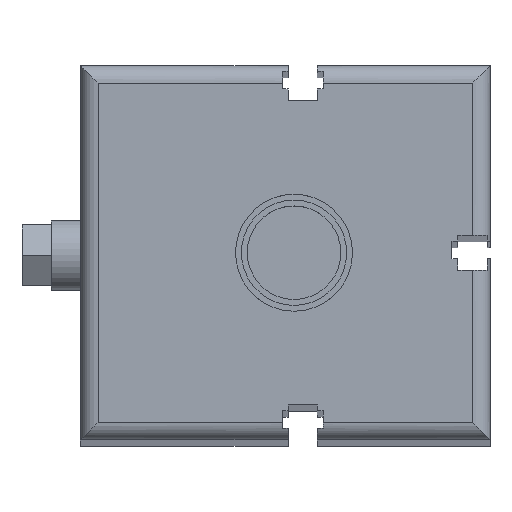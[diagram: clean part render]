
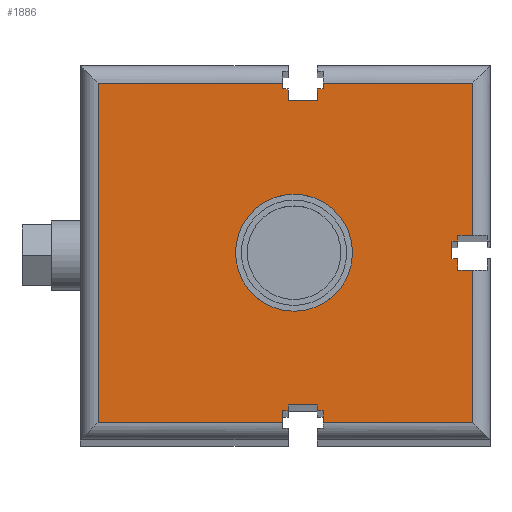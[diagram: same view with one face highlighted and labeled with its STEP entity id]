
A CAD part, top view. The second image highlights one B-rep face of the part: STEP entity #1886.
In plain terms, the highlighted planar face has unit normal (0, 0, 1).
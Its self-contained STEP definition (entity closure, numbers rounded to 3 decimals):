
#56=DIRECTION('',(0.,-1.,0.));
#57=VECTOR('',#56,1.);
#58=CARTESIAN_POINT('',(-2.5,-26.,0.));
#59=LINE('',#58,#57);
#64=DIRECTION('',(-1.,0.,0.));
#65=VECTOR('',#64,1.);
#66=CARTESIAN_POINT('',(-2.5,-27.,0.));
#67=LINE('',#66,#65);
#71=DIRECTION('',(0.,-1.,0.));
#72=VECTOR('',#71,2.);
#73=CARTESIAN_POINT('',(-3.5,-27.,0.));
#74=LINE('',#73,#72);
#78=DIRECTION('',(1.,0.,0.));
#79=VECTOR('',#78,31.5);
#80=CARTESIAN_POINT('',(-35.,-29.,0.));
#81=LINE('',#80,#79);
#85=DIRECTION('',(0.,-1.,0.));
#86=VECTOR('',#85,58.);
#87=CARTESIAN_POINT('',(-35.,29.,0.));
#88=LINE('',#87,#86);
#92=DIRECTION('',(-1.,0.,0.));
#93=VECTOR('',#92,31.5);
#94=CARTESIAN_POINT('',(-3.5,29.,0.));
#95=LINE('',#94,#93);
#99=DIRECTION('',(0.,-1.,0.));
#100=VECTOR('',#99,1.);
#101=CARTESIAN_POINT('',(-3.5,29.,0.));
#102=LINE('',#101,#100);
#106=DIRECTION('',(1.,0.,0.));
#107=VECTOR('',#106,1.);
#108=CARTESIAN_POINT('',(-3.5,28.,0.));
#109=LINE('',#108,#107);
#113=DIRECTION('',(1.,0.,0.));
#114=VECTOR('',#113,1.);
#115=CARTESIAN_POINT('',(2.5,28.,0.));
#116=LINE('',#115,#114);
#120=DIRECTION('',(0.,1.,0.));
#121=VECTOR('',#120,1.);
#122=CARTESIAN_POINT('',(3.5,28.,0.));
#123=LINE('',#122,#121);
#127=DIRECTION('',(-1.,0.,0.));
#128=VECTOR('',#127,25.5);
#129=CARTESIAN_POINT('',(29.,29.,0.));
#130=LINE('',#129,#128);
#134=DIRECTION('',(0.,1.,0.));
#135=VECTOR('',#134,26.);
#136=CARTESIAN_POINT('',(29.,3.,0.));
#137=LINE('',#136,#135);
#141=DIRECTION('',(-1.,0.,0.));
#142=VECTOR('',#141,2.5);
#143=CARTESIAN_POINT('',(29.,3.,0.));
#144=LINE('',#143,#142);
#148=DIRECTION('',(0.,-1.,0.));
#149=VECTOR('',#148,1.);
#150=CARTESIAN_POINT('',(26.5,3.,0.));
#151=LINE('',#150,#149);
#155=DIRECTION('',(-1.,0.,0.));
#156=VECTOR('',#155,1.);
#157=CARTESIAN_POINT('',(26.5,2.,0.));
#158=LINE('',#157,#156);
#162=DIRECTION('',(0.,-1.,0.));
#163=VECTOR('',#162,3.);
#164=CARTESIAN_POINT('',(25.5,2.,0.));
#165=LINE('',#164,#163);
#169=DIRECTION('',(1.,0.,0.));
#170=VECTOR('',#169,1.);
#171=CARTESIAN_POINT('',(25.5,-1.,0.));
#172=LINE('',#171,#170);
#176=DIRECTION('',(0.,1.,0.));
#177=VECTOR('',#176,26.);
#178=CARTESIAN_POINT('',(29.,-29.,0.));
#179=LINE('',#178,#177);
#183=DIRECTION('',(1.,0.,0.));
#184=VECTOR('',#183,25.5);
#185=CARTESIAN_POINT('',(3.5,-29.,0.));
#186=LINE('',#185,#184);
#190=DIRECTION('',(0.,1.,0.));
#191=VECTOR('',#190,2.);
#192=CARTESIAN_POINT('',(3.5,-29.,0.));
#193=LINE('',#192,#191);
#197=DIRECTION('',(-1.,0.,0.));
#198=VECTOR('',#197,1.);
#199=CARTESIAN_POINT('',(3.5,-27.,0.));
#200=LINE('',#199,#198);
#204=DIRECTION('',(0.,1.,0.));
#205=VECTOR('',#204,1.);
#206=CARTESIAN_POINT('',(2.5,-27.,0.));
#207=LINE('',#206,#205);
#211=DIRECTION('',(-1.,0.,0.));
#212=VECTOR('',#211,5.);
#213=CARTESIAN_POINT('',(2.5,-26.,0.));
#214=LINE('',#213,#212);
#218=CARTESIAN_POINT('',(-1.5,0.,0.));
#219=DIRECTION('',(0.,0.,1.));
#220=DIRECTION('',(1.,0.,0.));
#221=AXIS2_PLACEMENT_3D('',#218,#219,#220);
#226=CARTESIAN_POINT('',(-1.5,0.,0.));
#227=DIRECTION('',(0.,0.,1.));
#228=DIRECTION('',(-1.,0.,0.));
#229=AXIS2_PLACEMENT_3D('',#226,#227,#228);
#307=CARTESIAN_POINT('',(29.,-29.,0.));
#788=DIRECTION('',(0.,1.,0.));
#789=VECTOR('',#788,2.);
#790=CARTESIAN_POINT('',(-2.5,26.,0.));
#791=LINE('',#790,#789);
#809=DIRECTION('',(-1.,0.,0.));
#810=VECTOR('',#809,5.);
#811=CARTESIAN_POINT('',(2.5,26.,0.));
#812=LINE('',#811,#810);
#823=DIRECTION('',(0.,-1.,0.));
#824=VECTOR('',#823,2.);
#825=CARTESIAN_POINT('',(2.5,28.,0.));
#826=LINE('',#825,#824);
#932=DIRECTION('',(-1.,0.,0.));
#933=VECTOR('',#932,2.5);
#934=CARTESIAN_POINT('',(29.,-3.,0.));
#935=LINE('',#934,#933);
#1171=CARTESIAN_POINT('',(29.,29.,0.));
#1225=DIRECTION('',(0.,1.,0.));
#1226=VECTOR('',#1225,2.);
#1227=CARTESIAN_POINT('',(26.5,-3.,0.));
#1228=LINE('',#1227,#1226);
#1565=CARTESIAN_POINT('',(-3.5,29.,0.));
#1566=CARTESIAN_POINT('',(-3.5,28.,0.));
#1567=VERTEX_POINT('',#1565);
#1568=VERTEX_POINT('',#1566);
#1569=CARTESIAN_POINT('',(-2.5,28.,0.));
#1570=VERTEX_POINT('',#1569);
#1571=CARTESIAN_POINT('',(2.5,28.,0.));
#1572=CARTESIAN_POINT('',(3.5,28.,0.));
#1573=VERTEX_POINT('',#1571);
#1574=VERTEX_POINT('',#1572);
#1575=CARTESIAN_POINT('',(3.5,29.,0.));
#1576=VERTEX_POINT('',#1575);
#1613=CARTESIAN_POINT('',(-2.5,26.,0.));
#1615=VERTEX_POINT('',#1613);
#1617=CARTESIAN_POINT('',(2.5,26.,0.));
#1619=VERTEX_POINT('',#1617);
#1621=CARTESIAN_POINT('',(26.5,3.,0.));
#1622=CARTESIAN_POINT('',(26.5,2.,0.));
#1623=VERTEX_POINT('',#1621);
#1624=VERTEX_POINT('',#1622);
#1625=CARTESIAN_POINT('',(25.5,2.,0.));
#1626=VERTEX_POINT('',#1625);
#1627=CARTESIAN_POINT('',(25.5,-1.,0.));
#1628=VERTEX_POINT('',#1627);
#1629=CARTESIAN_POINT('',(26.5,-1.,0.));
#1630=VERTEX_POINT('',#1629);
#1631=CARTESIAN_POINT('',(29.,3.,0.));
#1632=VERTEX_POINT('',#1631);
#1653=CARTESIAN_POINT('',(26.5,-3.,0.));
#1655=VERTEX_POINT('',#1653);
#1675=CARTESIAN_POINT('',(29.,-3.,0.));
#1676=VERTEX_POINT('',#1675);
#1677=CARTESIAN_POINT('',(-2.5,-26.,0.));
#1678=CARTESIAN_POINT('',(-2.5,-27.,0.));
#1679=VERTEX_POINT('',#1677);
#1680=VERTEX_POINT('',#1678);
#1681=CARTESIAN_POINT('',(-3.5,-27.,0.));
#1682=VERTEX_POINT('',#1681);
#1683=CARTESIAN_POINT('',(-3.5,-29.,0.));
#1684=VERTEX_POINT('',#1683);
#1685=CARTESIAN_POINT('',(3.5,-29.,0.));
#1686=CARTESIAN_POINT('',(3.5,-27.,0.));
#1687=VERTEX_POINT('',#1685);
#1688=VERTEX_POINT('',#1686);
#1689=CARTESIAN_POINT('',(2.5,-27.,0.));
#1690=VERTEX_POINT('',#1689);
#1691=CARTESIAN_POINT('',(2.5,-26.,0.));
#1692=VERTEX_POINT('',#1691);
#1733=CARTESIAN_POINT('',(7.5,0.,0.));
#1734=CARTESIAN_POINT('',(-10.5,0.,0.));
#1735=VERTEX_POINT('',#1733);
#1736=VERTEX_POINT('',#1734);
#1761=CARTESIAN_POINT('',(-35.,29.,0.));
#1762=CARTESIAN_POINT('',(-35.,-29.,0.));
#1763=VERTEX_POINT('',#1761);
#1764=VERTEX_POINT('',#1762);
#1781=VERTEX_POINT('',#1171);
#1782=VERTEX_POINT('',#307);
#1817=CARTESIAN_POINT('',(0.,0.,0.));
#1818=DIRECTION('',(0.,0.,1.));
#1819=DIRECTION('',(1.,0.,0.));
#1820=AXIS2_PLACEMENT_3D('',#1817,#1818,#1819);
#1821=PLANE('',#1820);
#1823=ORIENTED_EDGE('',*,*,#1822,.T.);
#1825=ORIENTED_EDGE('',*,*,#1824,.T.);
#1827=ORIENTED_EDGE('',*,*,#1826,.T.);
#1829=ORIENTED_EDGE('',*,*,#1828,.F.);
#1831=ORIENTED_EDGE('',*,*,#1830,.F.);
#1833=ORIENTED_EDGE('',*,*,#1832,.F.);
#1835=ORIENTED_EDGE('',*,*,#1834,.T.);
#1837=ORIENTED_EDGE('',*,*,#1836,.T.);
#1839=ORIENTED_EDGE('',*,*,#1838,.F.);
#1841=ORIENTED_EDGE('',*,*,#1840,.F.);
#1843=ORIENTED_EDGE('',*,*,#1842,.F.);
#1845=ORIENTED_EDGE('',*,*,#1844,.T.);
#1847=ORIENTED_EDGE('',*,*,#1846,.T.);
#1849=ORIENTED_EDGE('',*,*,#1848,.F.);
#1851=ORIENTED_EDGE('',*,*,#1850,.F.);
#1853=ORIENTED_EDGE('',*,*,#1852,.T.);
#1855=ORIENTED_EDGE('',*,*,#1854,.T.);
#1857=ORIENTED_EDGE('',*,*,#1856,.T.);
#1859=ORIENTED_EDGE('',*,*,#1858,.T.);
#1861=ORIENTED_EDGE('',*,*,#1860,.T.);
#1863=ORIENTED_EDGE('',*,*,#1862,.F.);
#1865=ORIENTED_EDGE('',*,*,#1864,.F.);
#1867=ORIENTED_EDGE('',*,*,#1866,.F.);
#1869=ORIENTED_EDGE('',*,*,#1868,.F.);
#1871=ORIENTED_EDGE('',*,*,#1870,.T.);
#1873=ORIENTED_EDGE('',*,*,#1872,.T.);
#1875=ORIENTED_EDGE('',*,*,#1874,.T.);
#1877=ORIENTED_EDGE('',*,*,#1876,.T.);
#1878=EDGE_LOOP('',(#1823,#1825,#1827,#1829,#1831,#1833,#1835,#1837,#1839,#1841,
#1843,#1845,#1847,#1849,#1851,#1853,#1855,#1857,#1859,#1861,#1863,#1865,#1867,
#1869,#1871,#1873,#1875,#1877));
#1879=FACE_OUTER_BOUND('',#1878,.F.);
#1881=ORIENTED_EDGE('',*,*,#1880,.T.);
#1883=ORIENTED_EDGE('',*,*,#1882,.T.);
#1884=EDGE_LOOP('',(#1881,#1883));
#1885=FACE_BOUND('',#1884,.F.);
#1886=ADVANCED_FACE('',(#1879,#1885),#1821,.T.);
#222=CIRCLE('',#221,9.);
#230=CIRCLE('',#229,9.);
#1822=EDGE_CURVE('',#1679,#1680,#59,.T.);
#1824=EDGE_CURVE('',#1680,#1682,#67,.T.);
#1826=EDGE_CURVE('',#1682,#1684,#74,.T.);
#1828=EDGE_CURVE('',#1764,#1684,#81,.T.);
#1830=EDGE_CURVE('',#1763,#1764,#88,.T.);
#1832=EDGE_CURVE('',#1567,#1763,#95,.T.);
#1834=EDGE_CURVE('',#1567,#1568,#102,.T.);
#1836=EDGE_CURVE('',#1568,#1570,#109,.T.);
#1838=EDGE_CURVE('',#1615,#1570,#791,.T.);
#1840=EDGE_CURVE('',#1619,#1615,#812,.T.);
#1842=EDGE_CURVE('',#1573,#1619,#826,.T.);
#1844=EDGE_CURVE('',#1573,#1574,#116,.T.);
#1846=EDGE_CURVE('',#1574,#1576,#123,.T.);
#1848=EDGE_CURVE('',#1781,#1576,#130,.T.);
#1850=EDGE_CURVE('',#1632,#1781,#137,.T.);
#1852=EDGE_CURVE('',#1632,#1623,#144,.T.);
#1854=EDGE_CURVE('',#1623,#1624,#151,.T.);
#1856=EDGE_CURVE('',#1624,#1626,#158,.T.);
#1858=EDGE_CURVE('',#1626,#1628,#165,.T.);
#1860=EDGE_CURVE('',#1628,#1630,#172,.T.);
#1862=EDGE_CURVE('',#1655,#1630,#1228,.T.);
#1864=EDGE_CURVE('',#1676,#1655,#935,.T.);
#1866=EDGE_CURVE('',#1782,#1676,#179,.T.);
#1868=EDGE_CURVE('',#1687,#1782,#186,.T.);
#1870=EDGE_CURVE('',#1687,#1688,#193,.T.);
#1872=EDGE_CURVE('',#1688,#1690,#200,.T.);
#1874=EDGE_CURVE('',#1690,#1692,#207,.T.);
#1876=EDGE_CURVE('',#1692,#1679,#214,.T.);
#1880=EDGE_CURVE('',#1735,#1736,#222,.T.);
#1882=EDGE_CURVE('',#1736,#1735,#230,.T.);
